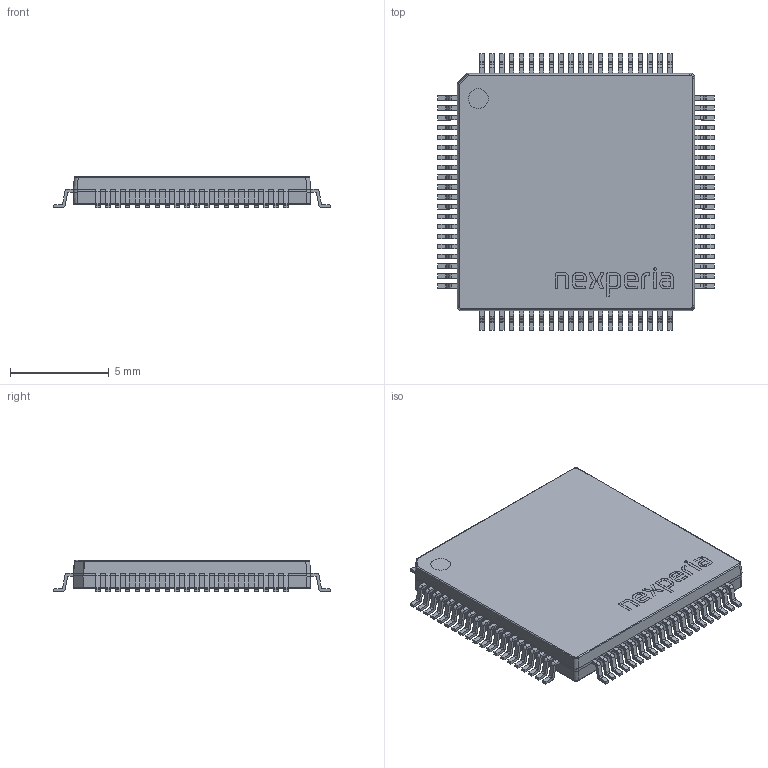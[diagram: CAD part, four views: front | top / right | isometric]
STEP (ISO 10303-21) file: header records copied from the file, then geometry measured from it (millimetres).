
FILE_DESCRIPTION(/* description */ (''),/* implementation_level */ '2;1');
FILE_NAME(/* name */ 'LQFP80.stp',/* time_stamp */ '2020-02-13T05:02:20+02:00',/* author */ ('Khaled'),/* organization */ (''),/* preprocessor_version */ 'ST-DEVELOPER v17.2',/* originating_system */ 'Autodesk Inventor 2019',/* authorisation */ '');
FILE_SCHEMA (('AUTOMOTIVE_DESIGN { 1 0 10303 214 3 1 1 }'));
Length unit declared in the file: millimetre
Products named in the file (5): max_qsop16_x; IC_BODY; circle; IC_LEG; Nexperia
Assembly tree (83 placements, depth 2):
  max_qsop16_x
    IC_BODY
    circle
    IC_LEG  x80
    Nexperia
Bounding box: 14 x 14 x 1.61 mm (x, y, z)
Volume: 211.8 mm3; surface area: 461.8 mm2
Topology: 92 solids, 92 shells, 1323 faces, 3393 edges, 2254 vertices
Faces by surface type: plane 907, cylinder 371, bspline 41, sphere 4
Full cylindrical faces by diameter (mm): 0.14 x1, 1 x1
Entity records: 7689 total; most frequent: CARTESIAN_POINT 1857, DIRECTION 1117, ORIENTED_EDGE 1098, EDGE_CURVE 549, AXIS2_PLACEMENT_3D 380, VERTEX_POINT 358, LINE 357, VECTOR 357
